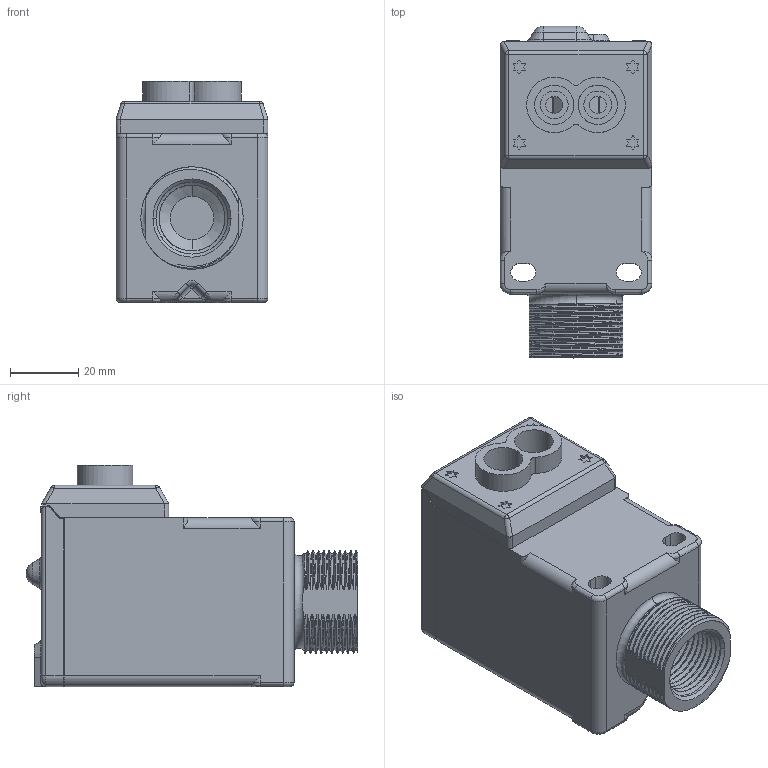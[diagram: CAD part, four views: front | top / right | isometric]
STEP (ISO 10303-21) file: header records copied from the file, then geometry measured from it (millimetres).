
FILE_DESCRIPTION((''),'2;1');
FILE_NAME('165754_SW','2012-07-20T',('banengservice'),('BANNER ENGINEERING'),'PRO/ENGINEER BY PARAMETRIC TECHNOLOGY CORPORATION, 2009141','PRO/ENGINEER BY PARAMETRIC TECHNOLOGY CORPORATION, 2009141','');
FILE_SCHEMA(('CONFIG_CONTROL_DESIGN'));
Length unit declared in the file: inch
Products named in the file (1): 165754_SW
Bounding box: 44.45 x 97.08 x 64.69 mm (x, y, z)
Volume: 77921.7 mm3; surface area: 50220.6 mm2
Topology: 2 solids, 2 shells, 926 faces, 2416 edges, 1496 vertices
Faces by surface type: plane 355, cylinder 326, bspline 122, torus 56, sphere 37, cone 30
Entity records: 43568 total; most frequent: CARTESIAN_POINT 21642, ORIENTED_EDGE 4796, DIRECTION 4242, EDGE_CURVE 2398, VERTEX_POINT 1496, AXIS2_PLACEMENT_3D 1444, VECTOR 1354, LINE 1354
